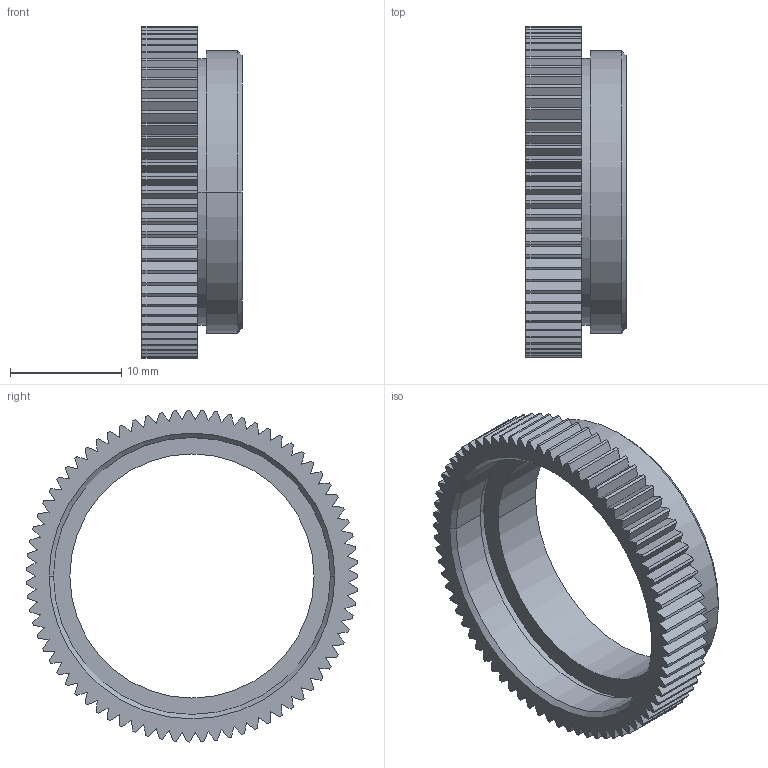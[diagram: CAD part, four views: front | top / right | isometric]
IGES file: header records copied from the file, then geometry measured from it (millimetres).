
Start section: SolidWorks IGES file using analytic representation for surfaces
Global section: file name: 03618.igs; native system: SolidWorks 2011; preprocessor: SolidWorks 2011; author: BillB; date: 130808.162027; units: millimetre
Bounding box: 9 x 29.84 x 29.85 mm (x, y, z)
Volume: 1419.2 mm3; surface area: 2523.1 mm2
Topology: 1 solids, 1 shells, 245 faces, 713 edges, 474 vertices
Faces by surface type: plane 156, revolution 89
